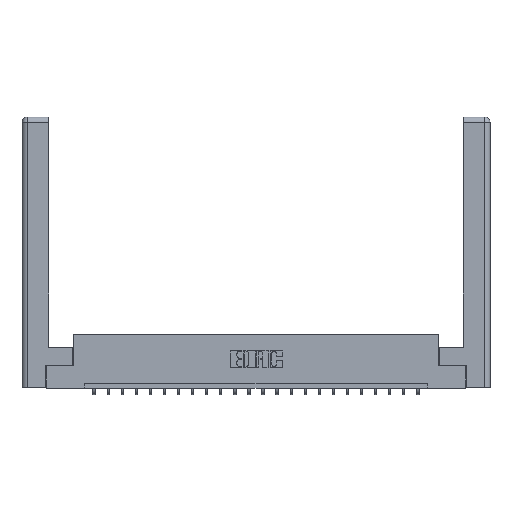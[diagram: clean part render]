
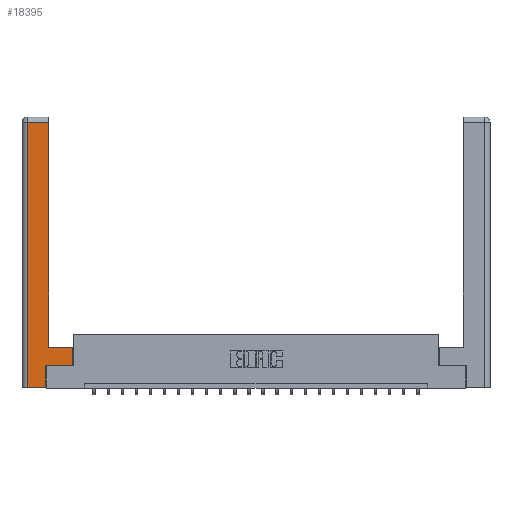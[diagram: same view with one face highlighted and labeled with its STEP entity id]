
A CAD part, top view. The second image highlights one B-rep face of the part: STEP entity #18395.
In plain terms, the highlighted planar face has unit normal (0, 0, 1).
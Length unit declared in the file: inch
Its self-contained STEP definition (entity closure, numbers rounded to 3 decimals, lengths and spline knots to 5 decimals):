
#36 = AXIS2_PLACEMENT_3D ( 'NONE', #18956, #10141, #11898 ) ;
#813 = LINE ( 'NONE', #2197, #10459 ) ;
#866 = CARTESIAN_POINT ( 'NONE',  ( 0.565, 0.245, 0. ) ) ;
#2197 = CARTESIAN_POINT ( 'NONE',  ( 0.565, 0.45, 0. ) ) ;
#3021 = ORIENTED_EDGE ( 'NONE', *, *, #22850, .T. ) ;
#3056 = VECTOR ( 'NONE', #9447, 39.37008 ) ;
#3386 = CARTESIAN_POINT ( 'NONE',  ( 0.265, 0., 0. ) ) ;
#3501 = DIRECTION ( 'NONE',  ( 0., 1., 0. ) ) ;
#3723 = CARTESIAN_POINT ( 'NONE',  ( 0.265, 0.245, 0. ) ) ;
#3953 = FACE_OUTER_BOUND ( 'NONE', #7971, .T. ) ;
#4015 = CARTESIAN_POINT ( 'NONE',  ( 0.295, 0.45, 0. ) ) ;
#4022 = VECTOR ( 'NONE', #21687, 39.37008 ) ;
#4462 = EDGE_CURVE ( 'NONE', #6978, #16393, #6298, .T. ) ;
#5251 = LINE ( 'NONE', #7516, #21024 ) ;
#5377 = DIRECTION ( 'NONE',  ( -1., 0., 0. ) ) ;
#5442 = CARTESIAN_POINT ( 'NONE',  ( 0.0615, 2.94, 0. ) ) ;
#6260 = ORIENTED_EDGE ( 'NONE', *, *, #13781, .T. ) ;
#6298 = LINE ( 'NONE', #3723, #10152 ) ;
#6566 = CARTESIAN_POINT ( 'NONE',  ( 0.565, 0.45, 0. ) ) ;
#6978 = VERTEX_POINT ( 'NONE', #8036 ) ;
#7013 = VERTEX_POINT ( 'NONE', #16866 ) ;
#7090 = VERTEX_POINT ( 'NONE', #12028 ) ;
#7253 = ORIENTED_EDGE ( 'NONE', *, *, #10586, .T. ) ;
#7516 = CARTESIAN_POINT ( 'NONE',  ( 0.0615, 0., 0. ) ) ;
#7971 = EDGE_LOOP ( 'NONE', ( #20707, #20228, #6260, #3021, #8812, #17662, #14070, #7253 ) ) ;
#8036 = CARTESIAN_POINT ( 'NONE',  ( 0.265, 0., 0. ) ) ;
#8562 = VERTEX_POINT ( 'NONE', #866 ) ;
#8812 = ORIENTED_EDGE ( 'NONE', *, *, #4462, .T. ) ;
#8860 = CARTESIAN_POINT ( 'NONE',  ( 0.265, 0.245, 0. ) ) ;
#9447 = DIRECTION ( 'NONE',  ( 0., 1., 0. ) ) ;
#9780 = VECTOR ( 'NONE', #22603, 39.37008 ) ;
#10141 = DIRECTION ( 'NONE',  ( 0., 0., -1. ) ) ;
#10152 = VECTOR ( 'NONE', #3501, 39.37008 ) ;
#10168 = CARTESIAN_POINT ( 'NONE',  ( 0.295, 2.94, 0. ) ) ;
#10459 = VECTOR ( 'NONE', #14274, 39.37008 ) ;
#10586 = EDGE_CURVE ( 'NONE', #19950, #7013, #12810, .T. ) ;
#11898 = DIRECTION ( 'NONE',  ( -1., 0., 0. ) ) ;
#12011 = EDGE_CURVE ( 'NONE', #16393, #8562, #20809, .T. ) ;
#12028 = CARTESIAN_POINT ( 'NONE',  ( 0.0615, 0., 0. ) ) ;
#12810 = LINE ( 'NONE', #4015, #4022 ) ;
#13069 = VERTEX_POINT ( 'NONE', #10168 ) ;
#13781 = EDGE_CURVE ( 'NONE', #21573, #7090, #5251, .T. ) ;
#14070 = ORIENTED_EDGE ( 'NONE', *, *, #14818, .T. ) ;
#14274 = DIRECTION ( 'NONE',  ( 0., 1., 0. ) ) ;
#14818 = EDGE_CURVE ( 'NONE', #8562, #19950, #813, .T. ) ;
#15631 = LINE ( 'NONE', #3386, #9780 ) ;
#16086 = VECTOR ( 'NONE', #19433, 39.37008 ) ;
#16393 = VERTEX_POINT ( 'NONE', #8860 ) ;
#16866 = CARTESIAN_POINT ( 'NONE',  ( 0.295, 0.45, 0. ) ) ;
#17171 = PLANE ( 'NONE',  #36 ) ;
#17465 = EDGE_CURVE ( 'NONE', #13069, #21573, #22225, .T. ) ;
#17662 = ORIENTED_EDGE ( 'NONE', *, *, #12011, .T. ) ;
#18039 = DIRECTION ( 'NONE',  ( 0., -1., 0. ) ) ;
#18395 = ADVANCED_FACE ( 'NONE', ( #3953 ), #17171, .F. ) ;
#18956 = CARTESIAN_POINT ( 'NONE',  ( 0., 0., 0. ) ) ;
#19430 = EDGE_CURVE ( 'NONE', #7013, #13069, #22378, .T. ) ;
#19433 = DIRECTION ( 'NONE',  ( 1., 0., 0. ) ) ;
#19950 = VERTEX_POINT ( 'NONE', #6566 ) ;
#20016 = VECTOR ( 'NONE', #5377, 39.37008 ) ;
#20228 = ORIENTED_EDGE ( 'NONE', *, *, #17465, .T. ) ;
#20707 = ORIENTED_EDGE ( 'NONE', *, *, #19430, .T. ) ;
#20809 = LINE ( 'NONE', #22909, #16086 ) ;
#21024 = VECTOR ( 'NONE', #18039, 39.37008 ) ;
#21573 = VERTEX_POINT ( 'NONE', #22890 ) ;
#21576 = CARTESIAN_POINT ( 'NONE',  ( 0.295, 3., 0. ) ) ;
#21687 = DIRECTION ( 'NONE',  ( -1., 0., 0. ) ) ;
#22225 = LINE ( 'NONE', #5442, #20016 ) ;
#22378 = LINE ( 'NONE', #21576, #3056 ) ;
#22603 = DIRECTION ( 'NONE',  ( 1., 0., 0. ) ) ;
#22850 = EDGE_CURVE ( 'NONE', #7090, #6978, #15631, .T. ) ;
#22890 = CARTESIAN_POINT ( 'NONE',  ( 0.0615, 2.94, 0. ) ) ;
#22909 = CARTESIAN_POINT ( 'NONE',  ( 0.565, 0.245, 0. ) ) ;
